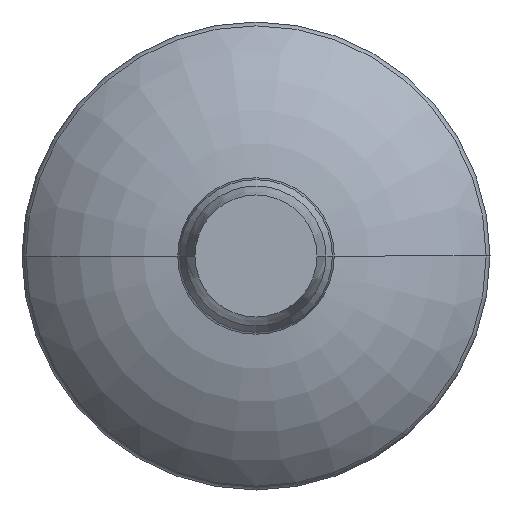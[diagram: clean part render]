
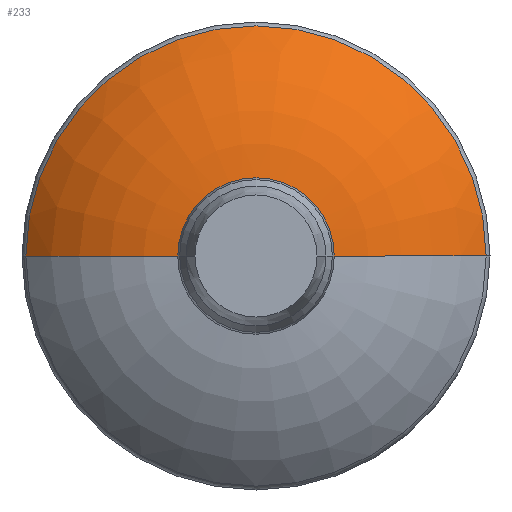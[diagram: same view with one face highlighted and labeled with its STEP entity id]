
A CAD part, left-side view. The second image highlights one B-rep face of the part: STEP entity #233.
In plain terms, the highlighted toroidal (fillet/blend) face has major radius 1.149 mm and minor radius 4.623 mm.
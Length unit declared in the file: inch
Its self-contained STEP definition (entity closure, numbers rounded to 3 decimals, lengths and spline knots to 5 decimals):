
#51 = CIRCLE ( 'NONE', #304, 0.182 ) ;
#60 = DIRECTION ( 'NONE',  ( 1., 0., 0. ) ) ;
#134 = CARTESIAN_POINT ( 'NONE',  ( -0.01999, 0., 0. ) ) ;
#142 = FACE_OUTER_BOUND ( 'NONE', #261, .T. ) ;
#144 = VERTEX_POINT ( 'NONE', #441 ) ;
#169 = AXIS2_PLACEMENT_3D ( 'NONE', #134, #60, #335 ) ;
#186 = DIRECTION ( 'NONE',  ( 1., 0., 0. ) ) ;
#207 = DIRECTION ( 'NONE',  ( 0., 0., 1. ) ) ;
#233 = ADVANCED_FACE ( 'NONE', ( #142 ), #634, .T. ) ;
#237 = DIRECTION ( 'NONE',  ( 0., 0., -1. ) ) ;
#261 = EDGE_LOOP ( 'NONE', ( #862, #665, #464, #752 ) ) ;
#272 = DIRECTION ( 'NONE',  ( 1., 0., 0. ) ) ;
#290 = CIRCLE ( 'NONE', #485, 0.182 ) ;
#294 = VERTEX_POINT ( 'NONE', #349 ) ;
#304 = AXIS2_PLACEMENT_3D ( 'NONE', #429, #237, #714 ) ;
#310 = AXIS2_PLACEMENT_3D ( 'NONE', #892, #272, #539 ) ;
#332 = VERTEX_POINT ( 'NONE', #845 ) ;
#335 = DIRECTION ( 'NONE',  ( 0., 1., 0. ) ) ;
#349 = CARTESIAN_POINT ( 'NONE',  ( -0.08, 0.0615, 0. ) ) ;
#389 = EDGE_CURVE ( 'NONE', #294, #550, #650, .T. ) ;
#403 = DIRECTION ( 'NONE',  ( 0., -1., 0. ) ) ;
#429 = CARTESIAN_POINT ( 'NONE',  ( 0.10127, 0.04523, 0. ) ) ;
#441 = CARTESIAN_POINT ( 'NONE',  ( -0.01999, 0.18095, 0. ) ) ;
#452 = DIRECTION ( 'NONE',  ( 0., 1., 0. ) ) ;
#463 = AXIS2_PLACEMENT_3D ( 'NONE', #801, #186, #452 ) ;
#464 = ORIENTED_EDGE ( 'NONE', *, *, #657, .F. ) ;
#474 = EDGE_CURVE ( 'NONE', #294, #144, #51, .T. ) ;
#485 = AXIS2_PLACEMENT_3D ( 'NONE', #572, #207, #403 ) ;
#539 = DIRECTION ( 'NONE',  ( 0., 1., 0. ) ) ;
#550 = VERTEX_POINT ( 'NONE', #570 ) ;
#570 = CARTESIAN_POINT ( 'NONE',  ( -0.08, -0.0615, 0. ) ) ;
#572 = CARTESIAN_POINT ( 'NONE',  ( 0.10127, -0.04523, 0. ) ) ;
#634 = TOROIDAL_SURFACE ( 'NONE', #310, 0.04523, 0.182 ) ;
#650 = CIRCLE ( 'NONE', #463, 0.0615 ) ;
#657 = EDGE_CURVE ( 'NONE', #144, #332, #864, .T. ) ;
#665 = ORIENTED_EDGE ( 'NONE', *, *, #709, .T. ) ;
#709 = EDGE_CURVE ( 'NONE', #550, #332, #290, .T. ) ;
#714 = DIRECTION ( 'NONE',  ( -1., 0., 0. ) ) ;
#752 = ORIENTED_EDGE ( 'NONE', *, *, #474, .F. ) ;
#801 = CARTESIAN_POINT ( 'NONE',  ( -0.08, 0., 0. ) ) ;
#845 = CARTESIAN_POINT ( 'NONE',  ( -0.01999, -0.18095, 0. ) ) ;
#862 = ORIENTED_EDGE ( 'NONE', *, *, #389, .T. ) ;
#864 = CIRCLE ( 'NONE', #169, 0.18095 ) ;
#892 = CARTESIAN_POINT ( 'NONE',  ( 0.10127, 0., 0. ) ) ;
